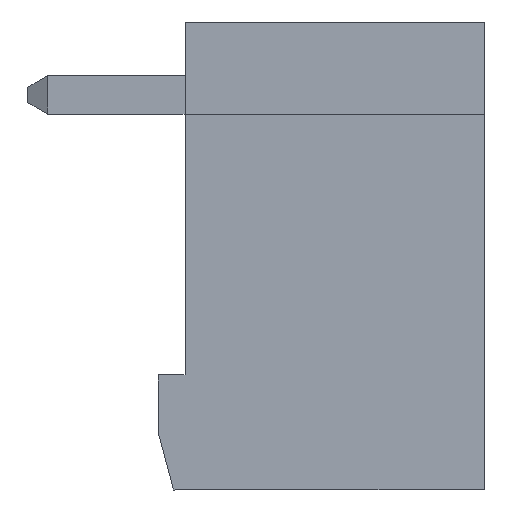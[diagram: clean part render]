
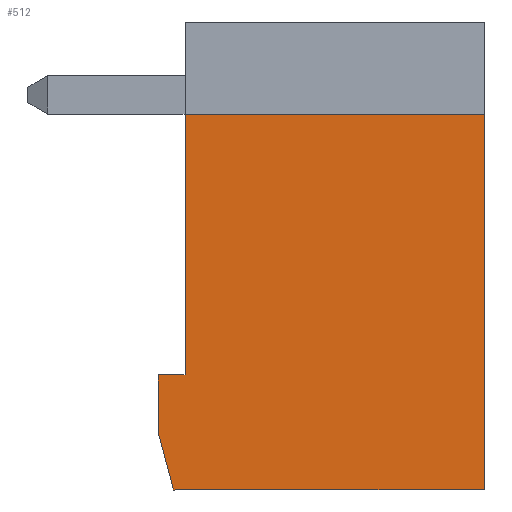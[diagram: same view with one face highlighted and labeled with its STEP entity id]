
A CAD part, front view. The second image highlights one B-rep face of the part: STEP entity #512.
In plain terms, the highlighted planar face has unit normal (0, -1, 0).
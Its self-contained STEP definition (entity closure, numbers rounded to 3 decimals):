
#512 = ADVANCED_FACE( '', ( #1406 ), #1407, .F. );
#1406 = FACE_OUTER_BOUND( '', #2712, .T. );
#1407 = PLANE( '', #2713 );
#2712 = EDGE_LOOP( '', ( #4195, #4196, #4197, #4198, #4199, #4200, #4201 ) );
#2713 = AXIS2_PLACEMENT_3D( '', #4202, #4203, #4204 );
#4195 = ORIENTED_EDGE( '', *, *, #7810, .F. );
#4196 = ORIENTED_EDGE( '', *, *, #7811, .F. );
#4197 = ORIENTED_EDGE( '', *, *, #7812, .F. );
#4198 = ORIENTED_EDGE( '', *, *, #7813, .F. );
#4199 = ORIENTED_EDGE( '', *, *, #7814, .F. );
#4200 = ORIENTED_EDGE( '', *, *, #7815, .F. );
#4201 = ORIENTED_EDGE( '', *, *, #7816, .F. );
#4202 = CARTESIAN_POINT( '', ( 209.301, 25.85, -9.8 ) );
#4203 = DIRECTION( '', ( 0., 1., 0. ) );
#4204 = DIRECTION( '', ( 1., 0., 0. ) );
#7810 = EDGE_CURVE( '', #9388, #9389, #9390, .T. );
#7811 = EDGE_CURVE( '', #9391, #9388, #9392, .T. );
#7812 = EDGE_CURVE( '', #9393, #9391, #9394, .T. );
#7813 = EDGE_CURVE( '', #9395, #9393, #9396, .T. );
#7814 = EDGE_CURVE( '', #9397, #9395, #9398, .T. );
#7815 = EDGE_CURVE( '', #9399, #9397, #9400, .T. );
#7816 = EDGE_CURVE( '', #9389, #9399, #9401, .T. );
#9388 = VERTEX_POINT( '', #11613 );
#9389 = VERTEX_POINT( '', #11614 );
#9390 = LINE( '', #11615, #11616 );
#9391 = VERTEX_POINT( '', #11617 );
#9392 = LINE( '', #11618, #11619 );
#9393 = VERTEX_POINT( '', #11620 );
#9394 = LINE( '', #11621, #11622 );
#9395 = VERTEX_POINT( '', #11623 );
#9396 = LINE( '', #11624, #11625 );
#9397 = VERTEX_POINT( '', #11626 );
#9398 = LINE( '', #11627, #11628 );
#9399 = VERTEX_POINT( '', #11629 );
#9400 = LINE( '', #11630, #11631 );
#9401 = LINE( '', #11632, #11633 );
#11613 = CARTESIAN_POINT( '', ( 209.701, 25.85, -9.8 ) );
#11614 = CARTESIAN_POINT( '', ( 209.301, 25.85, -8.307 ) );
#11615 = CARTESIAN_POINT( '', ( 209.301, 25.85, -8.307 ) );
#11616 = VECTOR( '', #14393, 1000. );
#11617 = CARTESIAN_POINT( '', ( 217.801, 25.85, -9.8 ) );
#11618 = CARTESIAN_POINT( '', ( 216.303, 25.85, -9.8 ) );
#11619 = VECTOR( '', #14394, 1000. );
#11620 = CARTESIAN_POINT( '', ( 217.801, 25.85, 0. ) );
#11621 = CARTESIAN_POINT( '', ( 217.801, 25.85, -9.8 ) );
#11622 = VECTOR( '', #14395, 1000. );
#11623 = CARTESIAN_POINT( '', ( 210., 25.85, 0. ) );
#11624 = CARTESIAN_POINT( '', ( 217.801, 25.85, 0. ) );
#11625 = VECTOR( '', #14396, 1000. );
#11626 = CARTESIAN_POINT( '', ( 210., 25.85, -6.8 ) );
#11627 = CARTESIAN_POINT( '', ( 210., 25.85, 0. ) );
#11628 = VECTOR( '', #14397, 1000. );
#11629 = CARTESIAN_POINT( '', ( 209.301, 25.85, -6.8 ) );
#11630 = CARTESIAN_POINT( '', ( 209.901, 25.85, -6.8 ) );
#11631 = VECTOR( '', #14398, 1000. );
#11632 = CARTESIAN_POINT( '', ( 209.301, 25.85, -6.8 ) );
#11633 = VECTOR( '', #14399, 1000. );
#14393 = DIRECTION( '', ( -0.259, 0., 0.966 ) );
#14394 = DIRECTION( '', ( -1., 0., 0. ) );
#14395 = DIRECTION( '', ( 0., 0., -1. ) );
#14396 = DIRECTION( '', ( 1., 0., 0. ) );
#14397 = DIRECTION( '', ( 0., 0., 1. ) );
#14398 = DIRECTION( '', ( 1., 0., 0. ) );
#14399 = DIRECTION( '', ( 0., 0., 1. ) );
